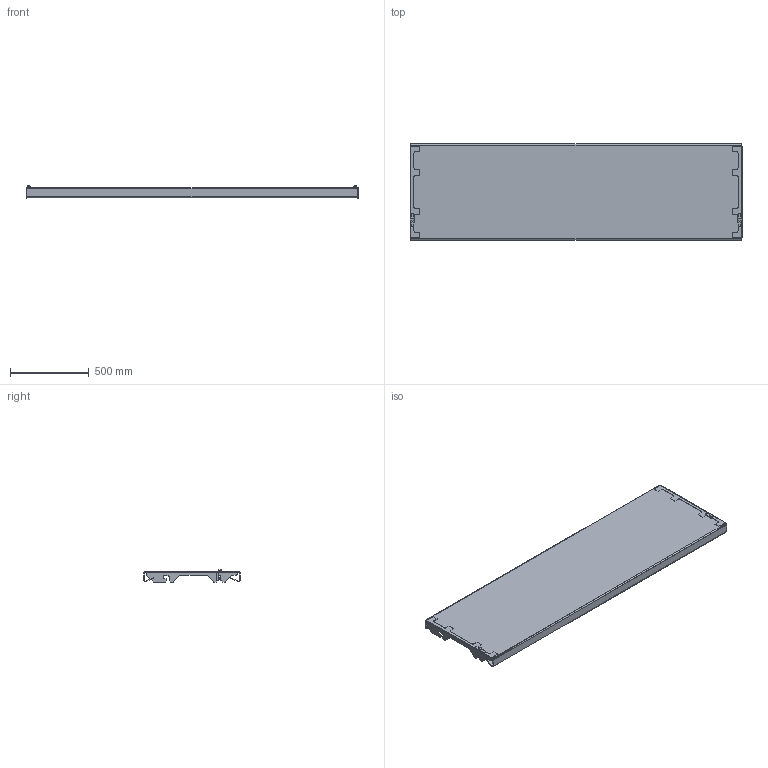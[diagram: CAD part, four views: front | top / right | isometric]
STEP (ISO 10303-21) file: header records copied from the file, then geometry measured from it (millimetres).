
FILE_DESCRIPTION (( 'STEP AP203' ), '1' );
FILE_NAME ('SGS_BL_600_SET.STEP', '2018-08-15T00:56:43', ( '' ), ( '' ), 'SwSTEP 2.0', 'SolidWorks 2017', '' );
FILE_SCHEMA (( 'CONFIG_CONTROL_DESIGN' ));
Length unit declared in the file: millimetre
Products named in the file (1): SGS_BL_600_SET
Bounding box: 2108 x 610 x 79.9 mm (x, y, z)
Volume: 8112054.8 mm3; surface area: 4188572.7 mm2
Topology: 11 solids, 11 shells, 338 faces, 948 edges, 632 vertices
Faces by surface type: plane 184, cylinder 154
Entity records: 11097 total; most frequent: CARTESIAN_POINT 2011, DIRECTION 1922, ORIENTED_EDGE 1896, EDGE_CURVE 948, AXIS2_PLACEMENT_3D 643, VECTOR 636, LINE 636, VERTEX_POINT 632
